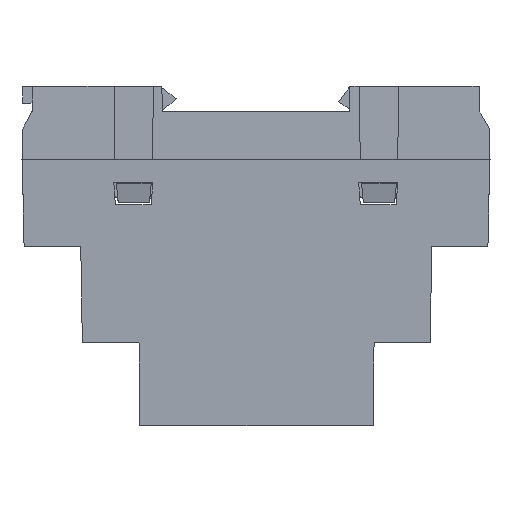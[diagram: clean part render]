
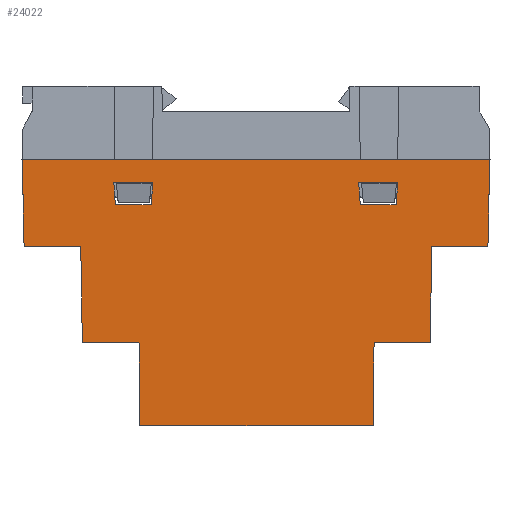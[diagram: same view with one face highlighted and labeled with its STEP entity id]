
A CAD part, front view. The second image highlights one B-rep face of the part: STEP entity #24022.
In plain terms, the highlighted planar face has unit normal (0, -1, -0.016).
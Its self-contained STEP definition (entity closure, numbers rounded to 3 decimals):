
#1303=LINE('',#35082,#4171);
#1306=LINE('',#35087,#4174);
#1338=LINE('',#35151,#4206);
#1341=LINE('',#35156,#4209);
#1394=LINE('',#35263,#4262);
#2628=LINE('',#38146,#5496);
#2696=LINE('',#38288,#5564);
#2703=LINE('',#38312,#5571);
#2706=LINE('',#38318,#5574);
#2709=LINE('',#38324,#5577);
#2712=LINE('',#38330,#5580);
#2829=LINE('',#38616,#5697);
#2832=LINE('',#38622,#5700);
#2835=LINE('',#38628,#5703);
#2838=LINE('',#38634,#5706);
#2846=LINE('',#38646,#5714);
#2862=LINE('',#38671,#5730);
#2866=LINE('',#38679,#5734);
#2868=LINE('',#38683,#5736);
#2870=LINE('',#38686,#5738);
#4171=VECTOR('',#28281,7.5);
#4174=VECTOR('',#28286,4.211);
#4206=VECTOR('',#28322,7.5);
#4209=VECTOR('',#28327,4.211);
#4262=VECTOR('',#28416,89.9);
#5496=VECTOR('',#31282,16.606);
#5564=VECTOR('',#31444,16.606);
#5571=VECTOR('',#31481,6.9);
#5574=VECTOR('',#31488,4.211);
#5577=VECTOR('',#31495,6.9);
#5580=VECTOR('',#31502,4.211);
#5697=VECTOR('',#31765,10.8);
#5700=VECTOR('',#31770,18.405);
#5703=VECTOR('',#31775,10.8);
#5706=VECTOR('',#31780,15.903);
#5714=VECTOR('',#31794,44.9);
#5730=VECTOR('',#31818,10.9);
#5734=VECTOR('',#31826,18.405);
#5736=VECTOR('',#31832,10.9);
#5738=VECTOR('',#31836,15.903);
#6887=PLANE('',#25869);
#7213=FACE_BOUND('',#9608,.T.);
#7214=FACE_BOUND('',#9609,.T.);
#8252=FACE_OUTER_BOUND('',#9607,.T.);
#9607=EDGE_LOOP('',(#22135,#22136,#22137,#22138,#22139,#22140,#22141,#22142,
#22143,#22144,#22145,#22146));
#9608=EDGE_LOOP('',(#22147,#22148,#22149,#22150));
#9609=EDGE_LOOP('',(#22151,#22152,#22153,#22154));
#11116=VERTEX_POINT('',#35079);
#11117=VERTEX_POINT('',#35081);
#11118=VERTEX_POINT('',#35085);
#11147=VERTEX_POINT('',#35148);
#11148=VERTEX_POINT('',#35150);
#11149=VERTEX_POINT('',#35154);
#11184=VERTEX_POINT('',#35260);
#11185=VERTEX_POINT('',#35262);
#12018=VERTEX_POINT('',#38144);
#12045=VERTEX_POINT('',#38287);
#12047=VERTEX_POINT('',#38310);
#12049=VERTEX_POINT('',#38322);
#12142=VERTEX_POINT('',#38612);
#12144=VERTEX_POINT('',#38618);
#12146=VERTEX_POINT('',#38624);
#12148=VERTEX_POINT('',#38630);
#12150=VERTEX_POINT('',#38645);
#12153=VERTEX_POINT('',#38665);
#12155=VERTEX_POINT('',#38669);
#12157=VERTEX_POINT('',#38676);
#13679=EDGE_CURVE('',#11117,#11116,#1303,.T.);
#13682=EDGE_CURVE('',#11116,#11118,#1306,.T.);
#13714=EDGE_CURVE('',#11148,#11147,#1338,.T.);
#13717=EDGE_CURVE('',#11147,#11149,#1341,.T.);
#13770=EDGE_CURVE('',#11184,#11185,#1394,.T.);
#15260=EDGE_CURVE('',#12018,#11184,#2628,.T.);
#15328=EDGE_CURVE('',#11185,#12045,#2696,.T.);
#15335=EDGE_CURVE('',#11149,#12047,#2703,.T.);
#15338=EDGE_CURVE('',#12047,#11148,#2706,.T.);
#15341=EDGE_CURVE('',#11118,#12049,#2709,.T.);
#15344=EDGE_CURVE('',#12049,#11117,#2712,.T.);
#15486=EDGE_CURVE('',#12045,#12142,#2829,.T.);
#15489=EDGE_CURVE('',#12142,#12144,#2832,.T.);
#15492=EDGE_CURVE('',#12144,#12146,#2835,.T.);
#15495=EDGE_CURVE('',#12146,#12148,#2838,.T.);
#15503=EDGE_CURVE('',#12150,#12148,#2846,.T.);
#15519=EDGE_CURVE('',#12155,#12153,#2862,.T.);
#15523=EDGE_CURVE('',#12153,#12157,#2866,.T.);
#15525=EDGE_CURVE('',#12157,#12018,#2868,.T.);
#15527=EDGE_CURVE('',#12150,#12155,#2870,.T.);
#22135=ORIENTED_EDGE('',*,*,#13770,.F.);
#22136=ORIENTED_EDGE('',*,*,#15260,.F.);
#22137=ORIENTED_EDGE('',*,*,#15525,.F.);
#22138=ORIENTED_EDGE('',*,*,#15523,.F.);
#22139=ORIENTED_EDGE('',*,*,#15519,.F.);
#22140=ORIENTED_EDGE('',*,*,#15527,.F.);
#22141=ORIENTED_EDGE('',*,*,#15503,.T.);
#22142=ORIENTED_EDGE('',*,*,#15495,.F.);
#22143=ORIENTED_EDGE('',*,*,#15492,.F.);
#22144=ORIENTED_EDGE('',*,*,#15489,.F.);
#22145=ORIENTED_EDGE('',*,*,#15486,.F.);
#22146=ORIENTED_EDGE('',*,*,#15328,.F.);
#22147=ORIENTED_EDGE('',*,*,#13714,.T.);
#22148=ORIENTED_EDGE('',*,*,#13717,.T.);
#22149=ORIENTED_EDGE('',*,*,#15335,.T.);
#22150=ORIENTED_EDGE('',*,*,#15338,.T.);
#22151=ORIENTED_EDGE('',*,*,#13679,.T.);
#22152=ORIENTED_EDGE('',*,*,#13682,.T.);
#22153=ORIENTED_EDGE('',*,*,#15341,.T.);
#22154=ORIENTED_EDGE('',*,*,#15344,.T.);
#24022=ADVANCED_FACE('',(#8252,#7213,#7214),#6887,.T.);
#25869=AXIS2_PLACEMENT_3D('',#38688,#31839,#31840);
#28281=DIRECTION('',(1.,0.,0.));
#28286=DIRECTION('',(-0.071,0.016,-0.997));
#28322=DIRECTION('',(1.,0.,0.));
#28327=DIRECTION('',(-0.071,0.016,-0.997));
#28416=DIRECTION('',(1.,0.,0.));
#31282=DIRECTION('',(-0.021,-0.016,1.));
#31444=DIRECTION('',(-0.021,0.016,-1.));
#31481=DIRECTION('',(-1.,0.,0.));
#31488=DIRECTION('',(-0.071,-0.016,0.997));
#31495=DIRECTION('',(-1.,0.,0.));
#31502=DIRECTION('',(-0.071,-0.016,0.997));
#31765=DIRECTION('',(-1.,0.,-0.009));
#31770=DIRECTION('',(-0.016,0.016,-1.));
#31775=DIRECTION('',(-1.,0.,-0.009));
#31780=DIRECTION('',(-0.009,0.016,-1.));
#31794=DIRECTION('',(1.,0.,0.));
#31818=DIRECTION('',(-1.,0.,0.009));
#31826=DIRECTION('',(-0.016,-0.016,1.));
#31832=DIRECTION('',(-1.,0.,0.009));
#31836=DIRECTION('',(-0.009,-0.016,1.));
#31839=DIRECTION('center_axis',(0.,-1.,-0.016));
#31840=DIRECTION('ref_axis',(0.,0.016,-1.));
#35079=CARTESIAN_POINT('',(-19.85,-52.281,-4.4));
#35081=CARTESIAN_POINT('',(-27.35,-52.281,-4.4));
#35082=CARTESIAN_POINT('',(-27.35,-52.281,-4.4));
#35085=CARTESIAN_POINT('',(-20.15,-52.215,-8.6));
#35087=CARTESIAN_POINT('',(-19.85,-52.281,-4.4));
#35148=CARTESIAN_POINT('',(27.25,-52.281,-4.4));
#35150=CARTESIAN_POINT('',(19.75,-52.281,-4.4));
#35151=CARTESIAN_POINT('',(19.75,-52.281,-4.4));
#35154=CARTESIAN_POINT('',(26.95,-52.215,-8.6));
#35156=CARTESIAN_POINT('',(27.25,-52.281,-4.4));
#35260=CARTESIAN_POINT('',(-44.95,-52.35,0.));
#35262=CARTESIAN_POINT('',(44.95,-52.35,0.));
#35263=CARTESIAN_POINT('',(-44.95,-52.35,0.));
#38144=CARTESIAN_POINT('',(-44.6,-52.09,-16.6));
#38146=CARTESIAN_POINT('',(-44.6,-52.09,-16.6));
#38287=CARTESIAN_POINT('',(44.6,-52.09,-16.6));
#38288=CARTESIAN_POINT('',(44.95,-52.35,0.));
#38310=CARTESIAN_POINT('',(20.05,-52.215,-8.6));
#38312=CARTESIAN_POINT('',(26.95,-52.215,-8.6));
#38318=CARTESIAN_POINT('',(20.05,-52.215,-8.6));
#38322=CARTESIAN_POINT('',(-27.05,-52.215,-8.6));
#38324=CARTESIAN_POINT('',(-20.15,-52.215,-8.6));
#38330=CARTESIAN_POINT('',(-27.05,-52.215,-8.6));
#38612=CARTESIAN_POINT('',(33.8,-52.089,-16.7));
#38616=CARTESIAN_POINT('',(44.6,-52.09,-16.6));
#38618=CARTESIAN_POINT('',(33.5,-51.8,-35.1));
#38622=CARTESIAN_POINT('',(33.8,-52.089,-16.7));
#38624=CARTESIAN_POINT('',(22.7,-51.799,-35.2));
#38628=CARTESIAN_POINT('',(33.5,-51.8,-35.1));
#38630=CARTESIAN_POINT('',(22.55,-51.55,-51.1));
#38634=CARTESIAN_POINT('',(22.7,-51.799,-35.2));
#38645=CARTESIAN_POINT('',(-22.35,-51.55,-51.1));
#38646=CARTESIAN_POINT('',(-22.35,-51.55,-51.1));
#38665=CARTESIAN_POINT('',(-33.4,-51.8,-35.1));
#38669=CARTESIAN_POINT('',(-22.5,-51.799,-35.2));
#38671=CARTESIAN_POINT('',(-22.5,-51.799,-35.2));
#38676=CARTESIAN_POINT('',(-33.7,-52.089,-16.7));
#38679=CARTESIAN_POINT('',(-33.4,-51.8,-35.1));
#38683=CARTESIAN_POINT('',(-33.7,-52.089,-16.7));
#38686=CARTESIAN_POINT('',(-22.35,-51.55,-51.1));
#38688=CARTESIAN_POINT('Origin',(0.,-52.35,0.));
